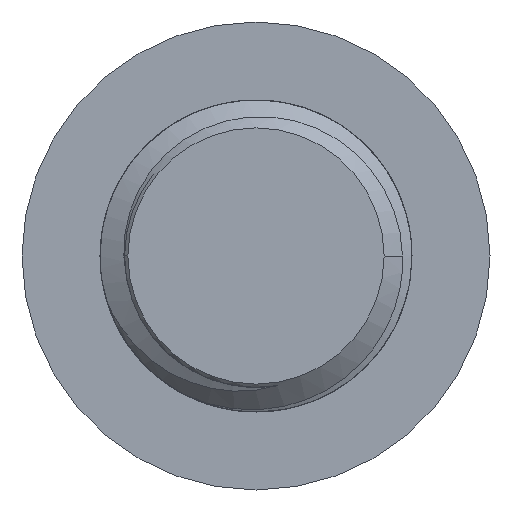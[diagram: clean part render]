
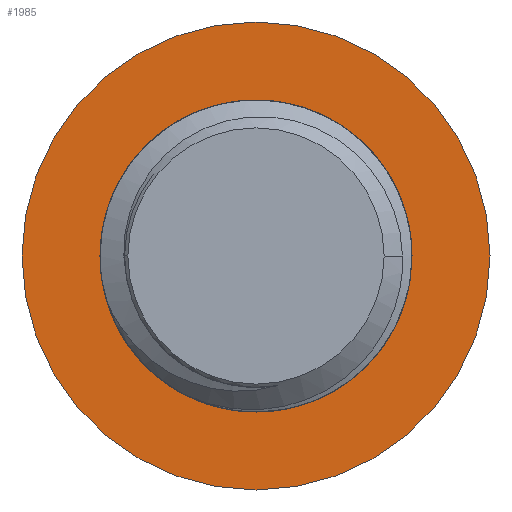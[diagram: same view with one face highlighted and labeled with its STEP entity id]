
A CAD part, front view. The second image highlights one B-rep face of the part: STEP entity #1985.
In plain terms, the highlighted planar face has unit normal (0, -1, 0).
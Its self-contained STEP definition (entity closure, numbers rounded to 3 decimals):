
#142 = ORIENTED_EDGE ( 'NONE', *, *, #6495, .F. ) ;
#173 = AXIS2_PLACEMENT_3D ( 'NONE', #2139, #3066, #3172 ) ;
#212 = CIRCLE ( 'NONE', #5819, 9. ) ;
#536 = CIRCLE ( 'NONE', #5496, 5.5 ) ;
#947 = EDGE_LOOP ( 'NONE', ( #2603, #4559 ) ) ;
#1290 = DIRECTION ( 'NONE',  ( -1., 0., 0. ) ) ;
#1599 = FACE_OUTER_BOUND ( 'NONE', #3985, .T. ) ;
#1665 = VERTEX_POINT ( 'NONE', #2560 ) ;
#1713 = ORIENTED_EDGE ( 'NONE', *, *, #5503, .F. ) ;
#1983 = DIRECTION ( 'NONE',  ( -1., 0., 0. ) ) ;
#1985 = ADVANCED_FACE ( 'NONE', ( #2520, #1599 ), #3137, .T. ) ;
#2139 = CARTESIAN_POINT ( 'NONE',  ( 9., 0., 0. ) ) ;
#2146 = EDGE_CURVE ( 'NONE', #6524, #3548, #6416, .T. ) ;
#2520 = FACE_BOUND ( 'NONE', #947, .T. ) ;
#2560 = CARTESIAN_POINT ( 'NONE',  ( -9., 0., 0. ) ) ;
#2603 = ORIENTED_EDGE ( 'NONE', *, *, #5803, .T. ) ;
#2818 = CARTESIAN_POINT ( 'NONE',  ( 9., 0., 0. ) ) ;
#3066 = DIRECTION ( 'NONE',  ( 0., -1., 0. ) ) ;
#3137 = PLANE ( 'NONE',  #173 ) ;
#3172 = DIRECTION ( 'NONE',  ( 1., 0., 0. ) ) ;
#3235 = CARTESIAN_POINT ( 'NONE',  ( 0., 0., 0. ) ) ;
#3294 = CARTESIAN_POINT ( 'NONE',  ( 0., 0., 0. ) ) ;
#3392 = DIRECTION ( 'NONE',  ( 0., 1., 0. ) ) ;
#3548 = VERTEX_POINT ( 'NONE', #4831 ) ;
#3667 = AXIS2_PLACEMENT_3D ( 'NONE', #5067, #3392, #1983 ) ;
#3985 = EDGE_LOOP ( 'NONE', ( #1713, #142 ) ) ;
#4559 = ORIENTED_EDGE ( 'NONE', *, *, #2146, .T. ) ;
#4756 = CARTESIAN_POINT ( 'NONE',  ( 0., 0., 0. ) ) ;
#4779 = DIRECTION ( 'NONE',  ( -1., 0., 0. ) ) ;
#4831 = CARTESIAN_POINT ( 'NONE',  ( -5.5, 0., 0. ) ) ;
#5067 = CARTESIAN_POINT ( 'NONE',  ( 0., 0., 0. ) ) ;
#5257 = DIRECTION ( 'NONE',  ( -1., 0., 0. ) ) ;
#5399 = VERTEX_POINT ( 'NONE', #2818 ) ;
#5496 = AXIS2_PLACEMENT_3D ( 'NONE', #4756, #5932, #1290 ) ;
#5503 = EDGE_CURVE ( 'NONE', #1665, #5399, #6538, .T. ) ;
#5757 = DIRECTION ( 'NONE',  ( 0., 1., 0. ) ) ;
#5760 = DIRECTION ( 'NONE',  ( 0., 1., 0. ) ) ;
#5772 = AXIS2_PLACEMENT_3D ( 'NONE', #3294, #5757, #4779 ) ;
#5803 = EDGE_CURVE ( 'NONE', #3548, #6524, #536, .T. ) ;
#5819 = AXIS2_PLACEMENT_3D ( 'NONE', #3235, #5760, #5257 ) ;
#5830 = CARTESIAN_POINT ( 'NONE',  ( 5.5, 0., 0. ) ) ;
#5932 = DIRECTION ( 'NONE',  ( 0., 1., 0. ) ) ;
#6416 = CIRCLE ( 'NONE', #5772, 5.5 ) ;
#6495 = EDGE_CURVE ( 'NONE', #5399, #1665, #212, .T. ) ;
#6524 = VERTEX_POINT ( 'NONE', #5830 ) ;
#6538 = CIRCLE ( 'NONE', #3667, 9. ) ;
